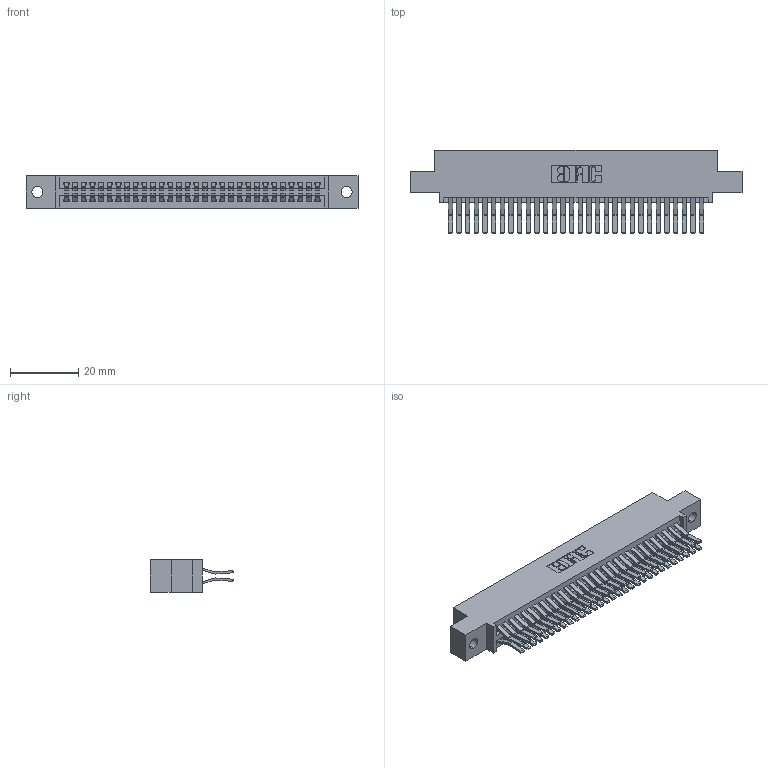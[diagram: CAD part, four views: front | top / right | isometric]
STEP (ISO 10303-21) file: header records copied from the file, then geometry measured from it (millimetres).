
FILE_DESCRIPTION (( 'STEP AP203' ), '1' );
FILE_NAME ('345-060-560-502.STEP', '2018-09-27T05:33:55', ( '' ), ( '' ), 'SwSTEP 2.0', 'SolidWorks 2016', '' );
FILE_SCHEMA (( 'CONFIG_CONTROL_DESIGN' ));
Length unit declared in the file: inch
Products named in the file (3): 345 Part_0.110 Offset - 0.128 Dia; 345-292-001_560 Tail; 345-060-560-502
Assembly tree (61 placements, depth 2):
  345-060-560-502
    345 Part_0.110 Offset - 0.128 Dia
    345-292-001_560 Tail  x60
Bounding box: 97.41 x 24.45 x 9.4 mm (x, y, z)
Volume: 9634.3 mm3; surface area: 14840.2 mm2
Topology: 61 solids, 61 shells, 3250 faces, 9653 edges, 6354 vertices
Faces by surface type: plane 2064, cylinder 1186
Entity records: 25377 total; most frequent: CARTESIAN_POINT 4268, ORIENTED_EDGE 4202, DIRECTION 3781, EDGE_CURVE 2101, LINE 1845, VECTOR 1845, VERTEX_POINT 1398, AXIS2_PLACEMENT_3D 968
